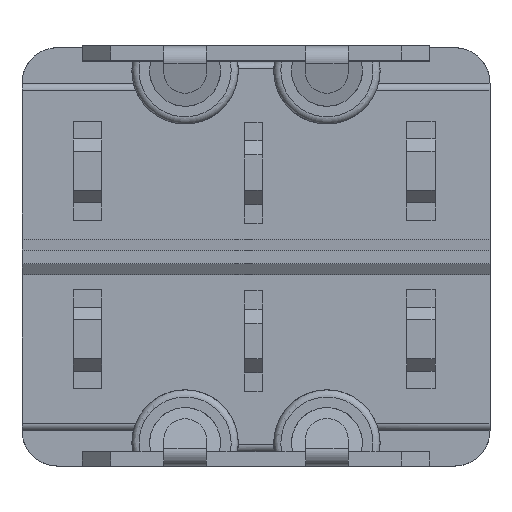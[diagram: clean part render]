
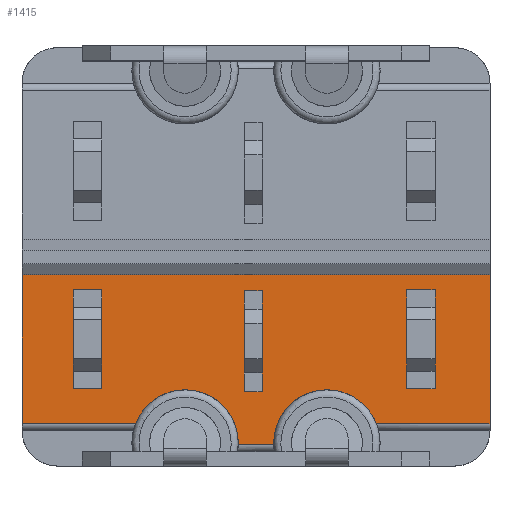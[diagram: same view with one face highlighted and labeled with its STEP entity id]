
A CAD part, front view. The second image highlights one B-rep face of the part: STEP entity #1415.
In plain terms, the highlighted planar face has unit normal (0, -1, 0).
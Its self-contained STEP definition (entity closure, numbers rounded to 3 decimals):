
#71=DIRECTION('',(0.,0.,1.));
#72=VECTOR('',#71,4.2);
#73=CARTESIAN_POINT('',(6.6,0.35,-4.7));
#74=LINE('',#73,#72);
#142=DIRECTION('',(1.,0.,0.));
#143=VECTOR('',#142,3.204);
#144=CARTESIAN_POINT('',(3.396,0.35,-4.7));
#145=LINE('',#144,#143);
#146=CARTESIAN_POINT('',(2.,0.35,-5.25));
#147=DIRECTION('',(0.,1.,0.));
#148=DIRECTION('',(-0.999,0.,-0.033));
#149=AXIS2_PLACEMENT_3D('',#146,#147,#148);
#151=DIRECTION('',(-1.,0.,0.));
#152=VECTOR('',#151,1.002);
#153=CARTESIAN_POINT('',(0.501,0.35,-5.3));
#154=LINE('',#153,#152);
#155=CARTESIAN_POINT('',(-2.,0.35,-5.25));
#156=DIRECTION('',(0.,1.,0.));
#157=DIRECTION('',(-0.93,0.,0.367));
#158=AXIS2_PLACEMENT_3D('',#155,#156,#157);
#160=DIRECTION('',(1.,0.,0.));
#161=VECTOR('',#160,3.204);
#162=CARTESIAN_POINT('',(-6.6,0.35,-4.7));
#163=LINE('',#162,#161);
#164=DIRECTION('',(1.,0.,0.));
#165=VECTOR('',#164,13.2);
#166=CARTESIAN_POINT('',(-6.6,0.35,-0.5));
#167=LINE('',#166,#165);
#198=DIRECTION('',(0.,0.,-1.));
#199=VECTOR('',#198,4.2);
#200=CARTESIAN_POINT('',(-6.6,0.35,-0.5));
#201=LINE('',#200,#199);
#1077=CARTESIAN_POINT('',(-6.6,0.35,-0.5));
#1078=CARTESIAN_POINT('',(6.6,0.35,-0.5));
#1079=VERTEX_POINT('',#1077);
#1080=VERTEX_POINT('',#1078);
#1169=CARTESIAN_POINT('',(6.6,0.35,-4.7));
#1171=VERTEX_POINT('',#1169);
#1175=CARTESIAN_POINT('',(3.396,0.35,-4.7));
#1176=VERTEX_POINT('',#1175);
#1181=CARTESIAN_POINT('',(-6.6,0.35,-4.7));
#1182=VERTEX_POINT('',#1181);
#1183=CARTESIAN_POINT('',(-3.396,0.35,-4.7));
#1184=VERTEX_POINT('',#1183);
#1193=CARTESIAN_POINT('',(0.501,0.35,-5.3));
#1194=CARTESIAN_POINT('',(-0.501,0.35,-5.3));
#1195=VERTEX_POINT('',#1193);
#1196=VERTEX_POINT('',#1194);
#1393=CARTESIAN_POINT('',(0.,0.35,-2.5));
#1394=DIRECTION('',(0.,-1.,0.));
#1395=DIRECTION('',(0.,0.,-1.));
#1396=AXIS2_PLACEMENT_3D('',#1393,#1394,#1395);
#1397=PLANE('',#1396);
#1399=ORIENTED_EDGE('',*,*,#1398,.F.);
#1401=ORIENTED_EDGE('',*,*,#1400,.F.);
#1403=ORIENTED_EDGE('',*,*,#1402,.T.);
#1405=ORIENTED_EDGE('',*,*,#1404,.F.);
#1407=ORIENTED_EDGE('',*,*,#1406,.F.);
#1409=ORIENTED_EDGE('',*,*,#1408,.F.);
#1411=ORIENTED_EDGE('',*,*,#1410,.T.);
#1412=ORIENTED_EDGE('',*,*,#1308,.F.);
#1413=EDGE_LOOP('',(#1399,#1401,#1403,#1405,#1407,#1409,#1411,#1412));
#1414=FACE_OUTER_BOUND('',#1413,.F.);
#1415=ADVANCED_FACE('',(#1414),#1397,.T.);
#150=CIRCLE('',#149,1.5);
#159=CIRCLE('',#158,1.5);
#1308=EDGE_CURVE('',#1171,#1080,#74,.T.);
#1398=EDGE_CURVE('',#1176,#1171,#145,.T.);
#1400=EDGE_CURVE('',#1195,#1176,#150,.T.);
#1402=EDGE_CURVE('',#1195,#1196,#154,.T.);
#1404=EDGE_CURVE('',#1184,#1196,#159,.T.);
#1406=EDGE_CURVE('',#1182,#1184,#163,.T.);
#1408=EDGE_CURVE('',#1079,#1182,#201,.T.);
#1410=EDGE_CURVE('',#1079,#1080,#167,.T.);
